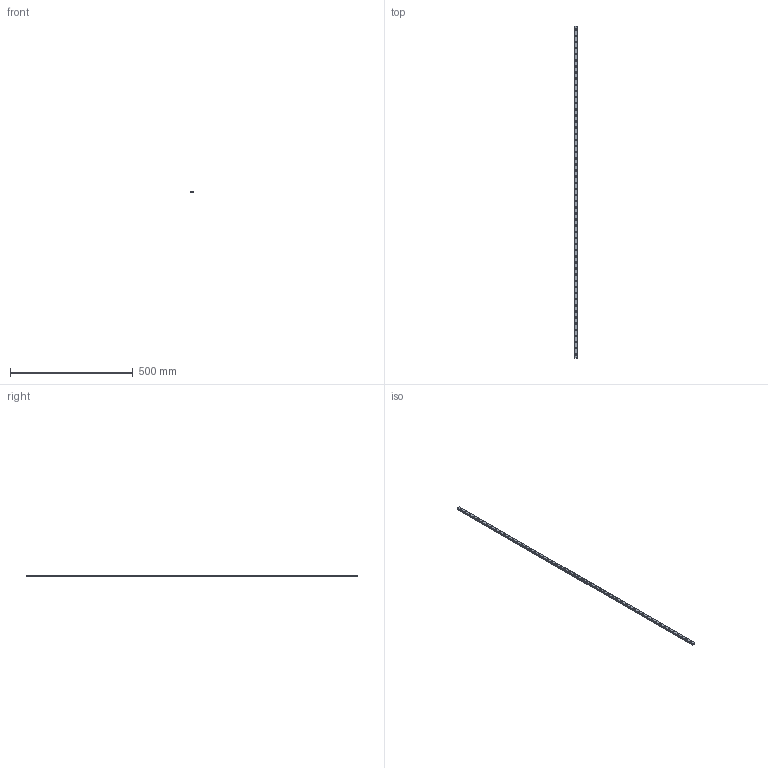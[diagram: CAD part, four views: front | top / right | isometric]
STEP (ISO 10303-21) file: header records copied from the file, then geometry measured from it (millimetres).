
FILE_DESCRIPTION(('STEP AP214'),'1');
FILE_NAME('cctmp_9A8AC7BB-E84A-4846-86BF-066C3EFB0248_2021_02_19_11_22_03_0253..stp','2021-02-19T10:22:03',('HIWIN GmbH'),('CADClick - www.CADClick.com'),'Spatial InterOp 3D',' ','unknown authorization');
FILE_SCHEMA(('AUTOMOTIVE_DESIGN'));
Length unit declared in the file: millimetre
Products named in the file (1): MGNR12R1355CM_FILE
Bounding box: 12 x 1355 x 8 mm (x, y, z)
Volume: 116080.6 mm3; surface area: 67381.7 mm2
Topology: 1 solids, 1 shells, 581 faces, 1239 edges, 826 vertices
Faces by surface type: cylinder 340, plane 241
Entity records: 20665 total; most frequent: DIRECTION 3083, CARTESIAN_POINT 2647, ORIENTED_EDGE 2478, AXIS2_PLACEMENT_3D 1262, EDGE_CURVE 1239, VERTEX_POINT 826, EDGE_LOOP 747, CIRCLE 680
